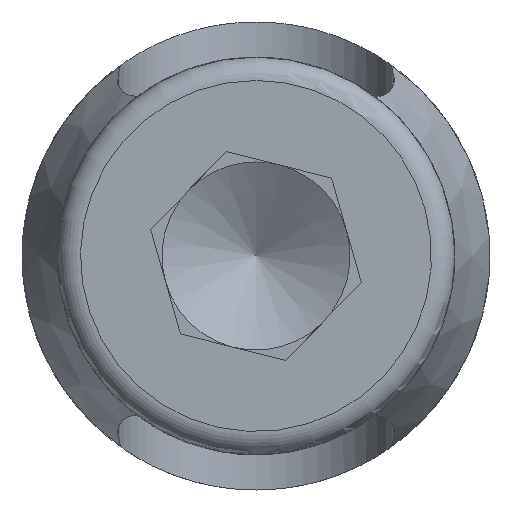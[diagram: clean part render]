
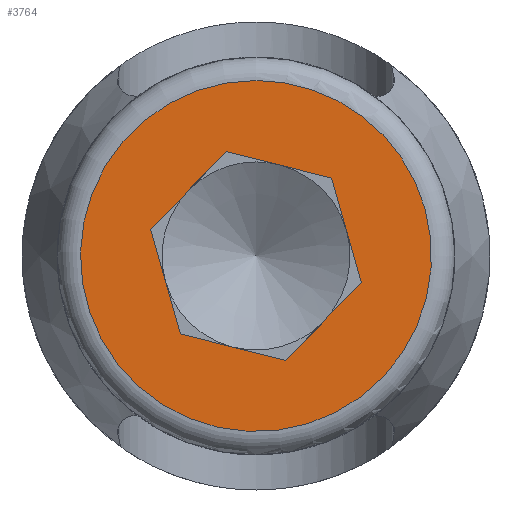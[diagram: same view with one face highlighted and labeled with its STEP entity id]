
A CAD part, front view. The second image highlights one B-rep face of the part: STEP entity #3764.
In plain terms, the highlighted planar face has unit normal (0, -1, 0).
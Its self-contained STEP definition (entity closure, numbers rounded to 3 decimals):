
#41=FACE_BOUND('',#940,.T.);
#51=PLANE('',#4321);
#263=LINE('',#6640,#482);
#264=LINE('',#6642,#483);
#265=LINE('',#6644,#484);
#266=LINE('',#6646,#485);
#267=LINE('',#6648,#486);
#268=LINE('',#6649,#487);
#482=VECTOR('',#5239,1000.);
#483=VECTOR('',#5240,1000.);
#484=VECTOR('',#5241,1000.);
#485=VECTOR('',#5242,1000.);
#486=VECTOR('',#5243,1000.);
#487=VECTOR('',#5244,1000.);
#745=FACE_OUTER_BOUND('',#939,.T.);
#939=EDGE_LOOP('',(#2941,#2942));
#940=EDGE_LOOP('',(#2943,#2944,#2945,#2946,#2947,#2948));
#1094=CIRCLE('',#3983,3.75);
#1098=CIRCLE('',#3987,3.75);
#1388=VERTEX_POINT('',#6020);
#1389=VERTEX_POINT('',#6021);
#1603=VERTEX_POINT('',#6638);
#1604=VERTEX_POINT('',#6639);
#1605=VERTEX_POINT('',#6641);
#1606=VERTEX_POINT('',#6643);
#1607=VERTEX_POINT('',#6645);
#1608=VERTEX_POINT('',#6647);
#1763=EDGE_CURVE('',#1388,#1389,#1094,.T.);
#1767=EDGE_CURVE('',#1389,#1388,#1098,.T.);
#2071=EDGE_CURVE('',#1603,#1604,#263,.T.);
#2072=EDGE_CURVE('',#1604,#1605,#264,.T.);
#2073=EDGE_CURVE('',#1605,#1606,#265,.T.);
#2074=EDGE_CURVE('',#1606,#1607,#266,.T.);
#2075=EDGE_CURVE('',#1607,#1608,#267,.T.);
#2076=EDGE_CURVE('',#1608,#1603,#268,.T.);
#2941=ORIENTED_EDGE('',*,*,#1763,.F.);
#2942=ORIENTED_EDGE('',*,*,#1767,.F.);
#2943=ORIENTED_EDGE('',*,*,#2071,.T.);
#2944=ORIENTED_EDGE('',*,*,#2072,.T.);
#2945=ORIENTED_EDGE('',*,*,#2073,.T.);
#2946=ORIENTED_EDGE('',*,*,#2074,.T.);
#2947=ORIENTED_EDGE('',*,*,#2075,.T.);
#2948=ORIENTED_EDGE('',*,*,#2076,.T.);
#3764=ADVANCED_FACE('',(#745,#41),#51,.T.);
#3983=AXIS2_PLACEMENT_3D('',#6022,#4497,#4498);
#3987=AXIS2_PLACEMENT_3D('',#6028,#4505,#4506);
#4321=AXIS2_PLACEMENT_3D('',#6637,#5237,#5238);
#4497=DIRECTION('center_axis',(0.,1.,0.));
#4498=DIRECTION('ref_axis',(-0.962,0.,-0.273));
#4505=DIRECTION('center_axis',(0.,1.,0.));
#4506=DIRECTION('ref_axis',(-0.962,0.,-0.273));
#5237=DIRECTION('center_axis',(0.,-1.,0.));
#5238=DIRECTION('ref_axis',(0.,0.,-1.));
#5239=DIRECTION('',(-0.273,0.,0.962));
#5240=DIRECTION('',(0.697,0.,0.717));
#5241=DIRECTION('',(0.97,0.,-0.245));
#5242=DIRECTION('',(0.273,0.,-0.962));
#5243=DIRECTION('',(-0.697,0.,-0.717));
#5244=DIRECTION('',(-0.97,0.,0.245));
#6020=CARTESIAN_POINT('',(3.608,-32.2,1.023));
#6021=CARTESIAN_POINT('',(0.,-32.2,3.75));
#6022=CARTESIAN_POINT('Origin',(0.,-32.2,0.));
#6028=CARTESIAN_POINT('Origin',(0.,-32.2,0.));
#6637=CARTESIAN_POINT('Origin',(0.,-32.2,0.));
#6638=CARTESIAN_POINT('',(-1.617,-32.2,-1.665));
#6639=CARTESIAN_POINT('',(-2.25,-32.2,0.568));
#6640=CARTESIAN_POINT('',(-1.617,-32.2,-1.665));
#6641=CARTESIAN_POINT('',(-0.633,-32.2,2.233));
#6642=CARTESIAN_POINT('',(-2.25,-32.2,0.568));
#6643=CARTESIAN_POINT('',(1.617,-32.2,1.665));
#6644=CARTESIAN_POINT('',(-0.633,-32.2,2.233));
#6645=CARTESIAN_POINT('',(2.25,-32.2,-0.568));
#6646=CARTESIAN_POINT('',(1.617,-32.2,1.665));
#6647=CARTESIAN_POINT('',(0.633,-32.2,-2.233));
#6648=CARTESIAN_POINT('',(2.25,-32.2,-0.568));
#6649=CARTESIAN_POINT('',(0.633,-32.2,-2.233));
